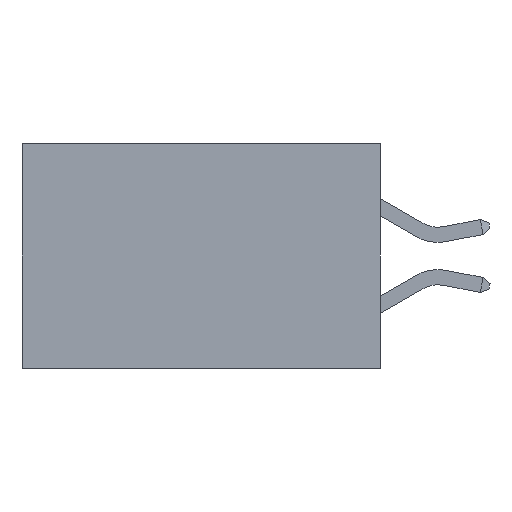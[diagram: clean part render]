
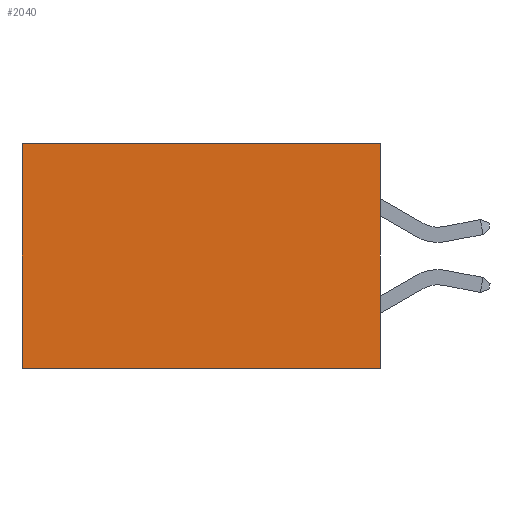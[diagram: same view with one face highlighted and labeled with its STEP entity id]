
A CAD part, left-side view. The second image highlights one B-rep face of the part: STEP entity #2040.
In plain terms, the highlighted planar face has unit normal (-1, 0, 0).
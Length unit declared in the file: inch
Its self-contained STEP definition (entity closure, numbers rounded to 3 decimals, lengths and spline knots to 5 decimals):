
#377 = ORIENTED_EDGE ( 'NONE', *, *, #2473, .F. ) ;
#615 = EDGE_CURVE ( 'NONE', #8865, #6052, #633, .T. ) ;
#630 = CARTESIAN_POINT ( 'NONE',  ( 0.277, 0.59, -0.37 ) ) ;
#633 = LINE ( 'NONE', #630, #8573 ) ;
#736 = VECTOR ( 'NONE', #2616, 39.37008 ) ;
#784 = DIRECTION ( 'NONE',  ( 0., 0., -1. ) ) ;
#1687 = CARTESIAN_POINT ( 'NONE',  ( 0.277, 0., 0. ) ) ;
#1766 = ORIENTED_EDGE ( 'NONE', *, *, #2457, .F. ) ;
#1922 = VECTOR ( 'NONE', #8278, 39.37008 ) ;
#2040 = ADVANCED_FACE ( 'NONE', ( #8258 ), #5684, .F. ) ;
#2207 = LINE ( 'NONE', #4200, #3717 ) ;
#2361 = LINE ( 'NONE', #1687, #736 ) ;
#2457 = EDGE_CURVE ( 'NONE', #4403, #6052, #6184, .T. ) ;
#2473 = EDGE_CURVE ( 'NONE', #6644, #4403, #2207, .T. ) ;
#2555 = EDGE_LOOP ( 'NONE', ( #6599, #1766, #377, #6282 ) ) ;
#2616 = DIRECTION ( 'NONE',  ( 0., 1., 0. ) ) ;
#3415 = CARTESIAN_POINT ( 'NONE',  ( 0.277, 0.59, 0. ) ) ;
#3695 = DIRECTION ( 'NONE',  ( 0., 0., -1. ) ) ;
#3717 = VECTOR ( 'NONE', #3695, 39.37008 ) ;
#4200 = CARTESIAN_POINT ( 'NONE',  ( 0.277, 0., -0.37 ) ) ;
#4403 = VERTEX_POINT ( 'NONE', #5100 ) ;
#4781 = EDGE_CURVE ( 'NONE', #6644, #8865, #2361, .T. ) ;
#5100 = CARTESIAN_POINT ( 'NONE',  ( 0.277, 0., -0.37 ) ) ;
#5437 = AXIS2_PLACEMENT_3D ( 'NONE', #9669, #6905, #6782 ) ;
#5684 = PLANE ( 'NONE',  #5437 ) ;
#6052 = VERTEX_POINT ( 'NONE', #7973 ) ;
#6184 = LINE ( 'NONE', #8380, #1922 ) ;
#6282 = ORIENTED_EDGE ( 'NONE', *, *, #4781, .T. ) ;
#6599 = ORIENTED_EDGE ( 'NONE', *, *, #615, .T. ) ;
#6644 = VERTEX_POINT ( 'NONE', #6742 ) ;
#6742 = CARTESIAN_POINT ( 'NONE',  ( 0.277, 0., 0. ) ) ;
#6782 = DIRECTION ( 'NONE',  ( 0., 0., -1. ) ) ;
#6905 = DIRECTION ( 'NONE',  ( 1., 0., 0. ) ) ;
#7973 = CARTESIAN_POINT ( 'NONE',  ( 0.277, 0.59, -0.37 ) ) ;
#8258 = FACE_OUTER_BOUND ( 'NONE', #2555, .T. ) ;
#8278 = DIRECTION ( 'NONE',  ( 0., 1., 0. ) ) ;
#8380 = CARTESIAN_POINT ( 'NONE',  ( 0.277, 0., -0.37 ) ) ;
#8573 = VECTOR ( 'NONE', #784, 39.37008 ) ;
#8865 = VERTEX_POINT ( 'NONE', #3415 ) ;
#9669 = CARTESIAN_POINT ( 'NONE',  ( 0.277, 0., -0.37 ) ) ;
